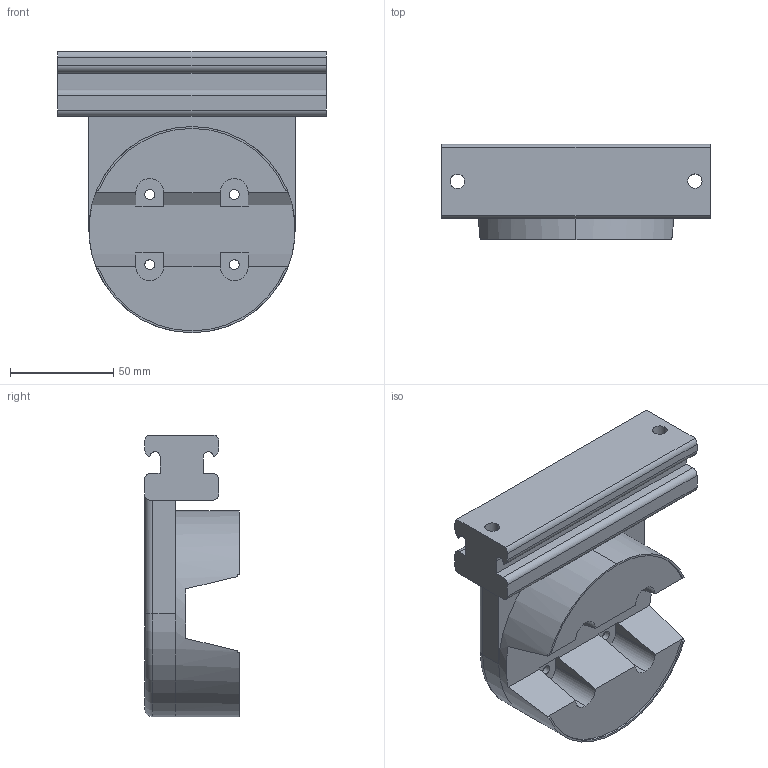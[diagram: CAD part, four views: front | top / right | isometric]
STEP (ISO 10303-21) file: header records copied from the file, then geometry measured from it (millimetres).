
FILE_DESCRIPTION (( 'STEP AP214' ), '1' );
FILE_NAME ('Filter_Holder_Assembled_July28.STEP', '2026-01-15T19:26:43', ( '' ), ( '' ), 'SwSTEP 2.0', 'SolidWorks 2026', '' );
FILE_SCHEMA (( 'AUTOMOTIVE_DESIGN' ));
Length unit declared in the file: millimetre
Products named in the file (1): Filter_Holder_Assembled_July28
Bounding box: 130 x 46 x 136.5 mm (x, y, z)
Volume: 413733.1 mm3; surface area: 75795.2 mm2
Topology: 2 solids, 2 shells, 94 faces, 260 edges, 170 vertices
Faces by surface type: plane 47, cylinder 45, torus 2
Entity records: 3128 total; most frequent: CARTESIAN_POINT 573, DIRECTION 544, ORIENTED_EDGE 520, EDGE_CURVE 260, AXIS2_PLACEMENT_3D 195, VERTEX_POINT 170, LINE 154, VECTOR 154
